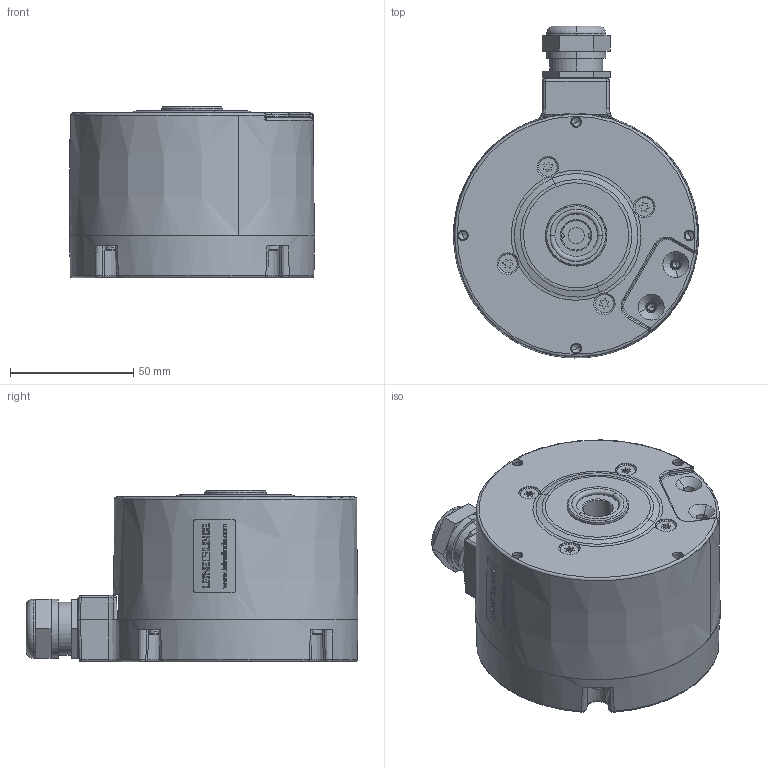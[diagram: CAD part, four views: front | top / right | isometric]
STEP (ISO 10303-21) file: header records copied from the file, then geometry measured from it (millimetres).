
FILE_DESCRIPTION((''),'2;1');
FILE_NAME('729677','2010-11-30T',('se2802'),(''),'PRO/ENGINEER BY PARAMETRIC TECHNOLOGY CORPORATION, 2010180','PRO/ENGINEER BY PARAMETRIC TECHNOLOGY CORPORATION, 2010180','');
FILE_SCHEMA(('CONFIG_CONTROL_DESIGN'));
Length unit declared in the file: millimetre
Products named in the file (1): 729677
Bounding box: 99.59 x 134.84 x 69.8 mm (x, y, z)
Volume: 241373.9 mm3; surface area: 95786 mm2
Topology: 2 solids, 3 shells, 1561 faces, 3955 edges, 2471 vertices
Faces by surface type: plane 456, extrusion 324, cylinder 277, cone 255, torus 111, bspline 108, sphere 30
Entity records: 57314 total; most frequent: CARTESIAN_POINT 22146, ORIENTED_EDGE 7858, DIRECTION 6241, EDGE_CURVE 3929, VERTEX_POINT 2471, AXIS2_PLACEMENT_3D 2237, VECTOR 1767, B_SPLINE_CURVE_WITH_KNOTS 1702
